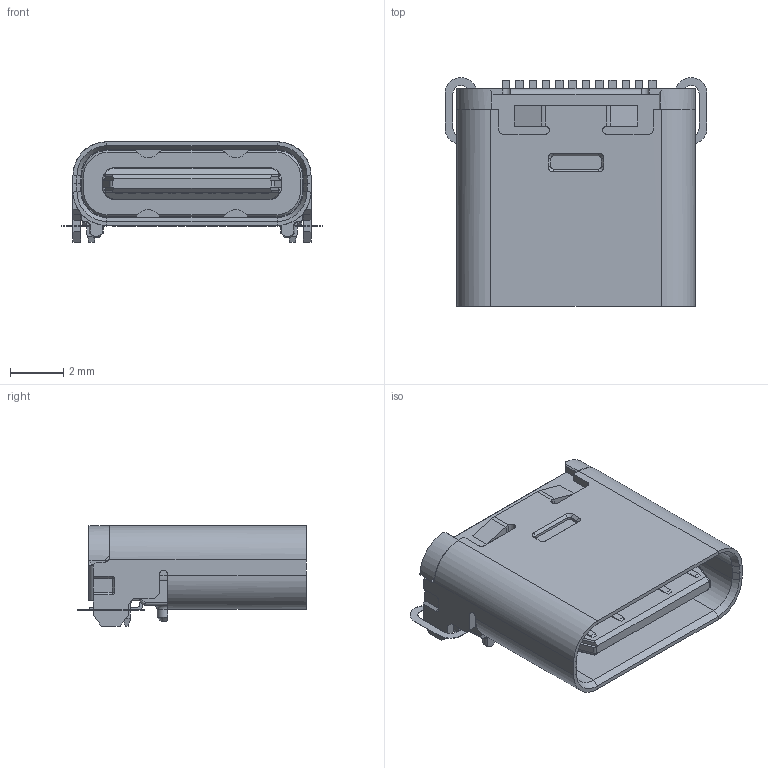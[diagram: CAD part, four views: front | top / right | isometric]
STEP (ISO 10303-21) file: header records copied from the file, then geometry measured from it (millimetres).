
FILE_DESCRIPTION(/* description */ (''),/* implementation_level */ '2;1');
FILE_NAME(/* name */ '080-1931-000_2.stp',/* time_stamp */ '2023-11-01T20:46:14+03:00',/* author */ (''),/* organization */ (''),/* preprocessor_version */ 'ST-DEVELOPER v16.7',/* originating_system */ 'SIEMENS PLM Software NX 12.0',/* authorisation */ '');
FILE_SCHEMA (('AUTOMOTIVE_DESIGN { 1 0 10303 214 3 1 1 1 }'));
Length unit declared in the file: millimetre
Products named in the file (1): 080-1931-000_2
Bounding box: 9.84 x 8.6 x 3.77 mm (x, y, z)
Volume: 137.7 mm3; surface area: 445.2 mm2
Topology: 3 solids, 3 shells, 920 faces, 2507 edges, 1624 vertices
Faces by surface type: plane 685, cylinder 189, cone 26, bspline 10, torus 6, sphere 4
Entity records: 29893 total; most frequent: CARTESIAN_POINT 6211, ORIENTED_EDGE 5000, DIRECTION 4630, EDGE_CURVE 2500, LINE 2028, VECTOR 2028, VERTEX_POINT 1624, AXIS2_PLACEMENT_3D 1301
